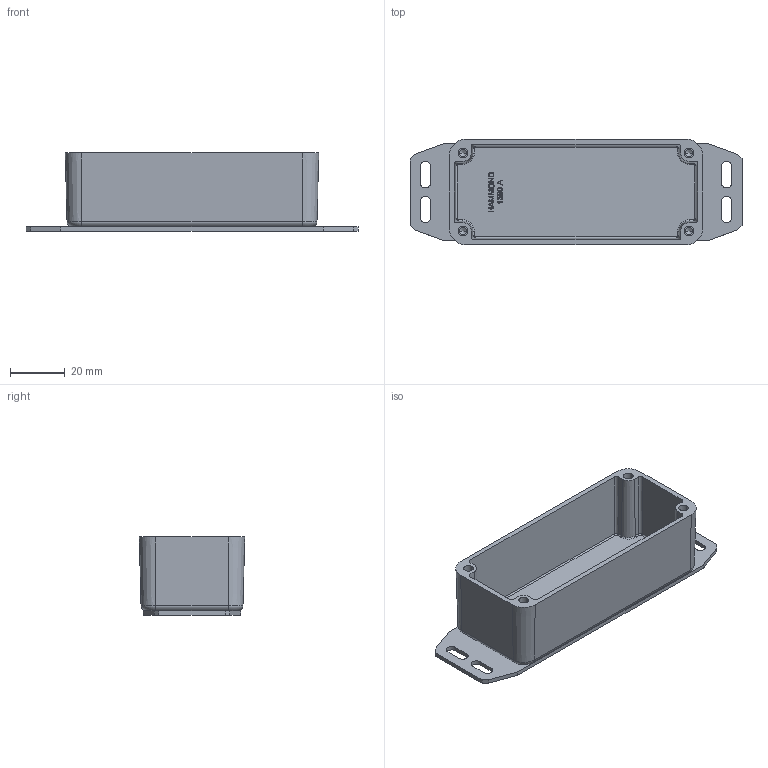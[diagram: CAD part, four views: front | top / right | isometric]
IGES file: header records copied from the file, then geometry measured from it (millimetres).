
Global section: file name: No Iges File Name specified; native system: Autodesk Inventor 2009; preprocessor: AutoDesk Inventor Iges Exporter R2009; author: trinas; date: 20090303.163624; units: millimetre
Bounding box: 121.13 x 38.5 x 28.5 mm (x, y, z)
Volume: 25628.9 mm3; surface area: 28358.9 mm2
Topology: 2 solids, 2 shells, 290 faces, 749 edges, 482 vertices
Faces by surface type: plane 148, bspline 98, revolution 28, cone 8, cylinder 4, torus 4
